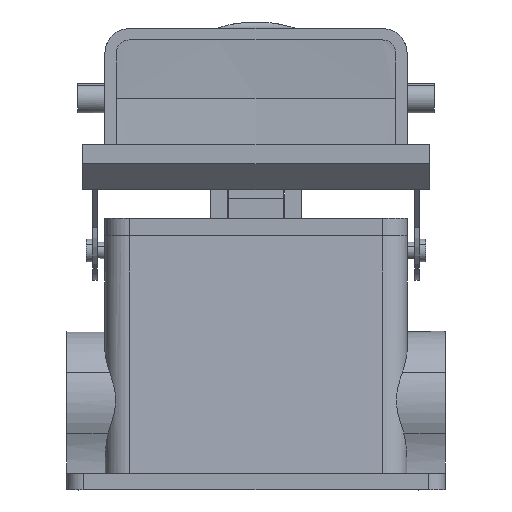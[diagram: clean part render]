
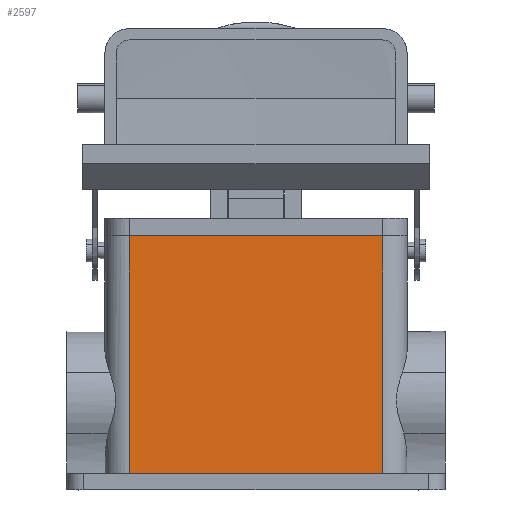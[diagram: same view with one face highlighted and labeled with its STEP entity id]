
A CAD part, left-side view. The second image highlights one B-rep face of the part: STEP entity #2597.
In plain terms, the highlighted planar face has unit normal (-0.999, 0, 0.035).
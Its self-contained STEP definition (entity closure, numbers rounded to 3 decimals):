
#2589=AXIS2_PLACEMENT_3D('Plane Axis2P3D',#2586,#2587,#2588) ;
#1310=CARTESIAN_POINT('Vertex',(15.933,19.35,5.)) ;
#1313=CARTESIAN_POINT('Line Origine',(15.933,58.5,5.)) ;
#1317=CARTESIAN_POINT('Vertex',(15.933,97.65,5.)) ;
#1655=CARTESIAN_POINT('Line Origine',(18.5,58.5,78.5)) ;
#1659=CARTESIAN_POINT('Vertex',(18.5,97.65,78.5)) ;
#1661=CARTESIAN_POINT('Vertex',(18.5,19.35,78.5)) ;
#1961=CARTESIAN_POINT('Line Origine',(17.169,97.65,40.381)) ;
#2571=CARTESIAN_POINT('Line Origine',(17.169,19.35,40.381)) ;
#2586=CARTESIAN_POINT('Axis2P3D Location',(18.5,58.5,78.5)) ;
#1314=DIRECTION('Vector Direction',(0.,1.,0.)) ;
#1656=DIRECTION('Vector Direction',(0.,1.,0.)) ;
#1962=DIRECTION('Vector Direction',(0.035,0.,0.999)) ;
#2572=DIRECTION('Vector Direction',(0.035,0.,0.999)) ;
#2587=DIRECTION('Axis2P3D Direction',(-0.999,0.,0.035)) ;
#2588=DIRECTION('Axis2P3D XDirection',(0.,1.,0.)) ;
#1315=VECTOR('Line Direction',#1314,1.) ;
#1657=VECTOR('Line Direction',#1656,1.) ;
#1963=VECTOR('Line Direction',#1962,1.) ;
#2573=VECTOR('Line Direction',#2572,1.) ;
#2592=ORIENTED_EDGE('',*,*,#2575,.F.) ;
#2593=ORIENTED_EDGE('',*,*,#1663,.F.) ;
#2594=ORIENTED_EDGE('',*,*,#1965,.F.) ;
#2595=ORIENTED_EDGE('',*,*,#1319,.F.) ;
#2597=ADVANCED_FACE('Housing',(#2596),#2590,.T.) ;
#1319=EDGE_CURVE('',#1311,#1318,#1316,.T.) ;
#1663=EDGE_CURVE('',#1660,#1662,#1658,.F.) ;
#1965=EDGE_CURVE('',#1318,#1660,#1964,.T.) ;
#2575=EDGE_CURVE('',#1662,#1311,#2574,.F.) ;
#2591=EDGE_LOOP('',(#2592,#2593,#2594,#2595)) ;
#2596=FACE_OUTER_BOUND('',#2591,.T.) ;
#1316=LINE('Line',#1313,#1315) ;
#1658=LINE('Line',#1655,#1657) ;
#1964=LINE('Line',#1961,#1963) ;
#2574=LINE('Line',#2571,#2573) ;
#2590=PLANE('',#2589) ;
#1311=VERTEX_POINT('',#1310) ;
#1318=VERTEX_POINT('',#1317) ;
#1660=VERTEX_POINT('',#1659) ;
#1662=VERTEX_POINT('',#1661) ;
